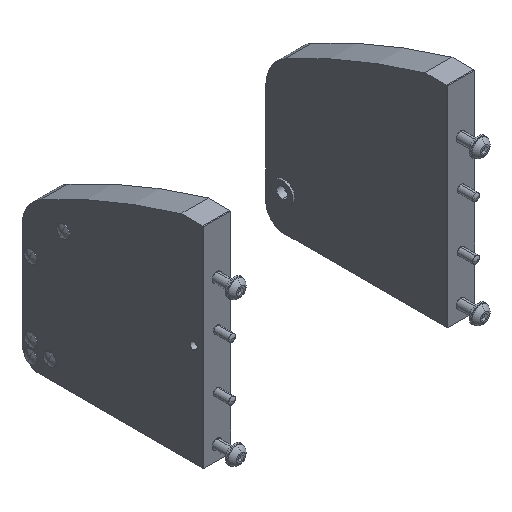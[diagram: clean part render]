
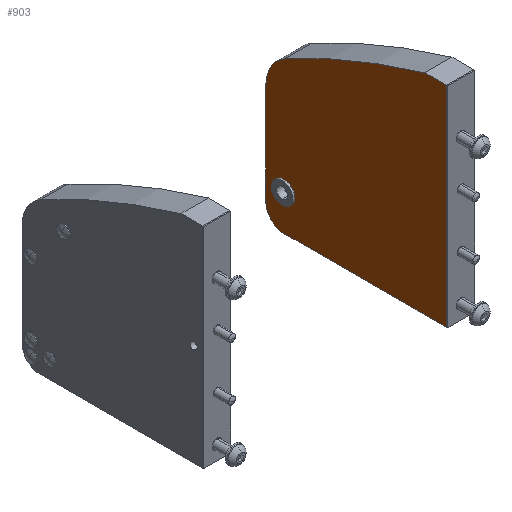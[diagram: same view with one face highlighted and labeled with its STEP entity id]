
A CAD part, isometric view. The second image highlights one B-rep face of the part: STEP entity #903.
In plain terms, the highlighted face is planar.
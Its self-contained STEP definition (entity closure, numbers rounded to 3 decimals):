
#2 = AXIS2_PLACEMENT_3D ( 'NONE', #3977, #1031, #49 ) ;
#49 = DIRECTION ( 'NONE',  ( -1., 0., 0. ) ) ;
#160 = CARTESIAN_POINT ( 'NONE',  ( -33.31, 50., -7.5 ) ) ;
#194 = CIRCLE ( 'NONE', #3363, 400. ) ;
#357 = VERTEX_POINT ( 'NONE', #2296 ) ;
#368 = CIRCLE ( 'NONE', #4952, 4. ) ;
#586 = ORIENTED_EDGE ( 'NONE', *, *, #1958, .F. ) ;
#618 = EDGE_CURVE ( 'NONE', #6229, #3970, #726, .T. ) ;
#714 = LINE ( 'NONE', #3289, #4866 ) ;
#726 = LINE ( 'NONE', #4507, #3642 ) ;
#838 = VERTEX_POINT ( 'NONE', #3742 ) ;
#903 = ADVANCED_FACE ( 'NONE', ( #2038, #5627 ), #1331, .T. ) ;
#931 = DIRECTION ( 'NONE',  ( -1., 0., 0. ) ) ;
#1028 = VERTEX_POINT ( 'NONE', #4833 ) ;
#1031 = DIRECTION ( 'NONE',  ( 0., 0., -1. ) ) ;
#1120 = LINE ( 'NONE', #1796, #6184 ) ;
#1166 = VERTEX_POINT ( 'NONE', #1575 ) ;
#1204 = CARTESIAN_POINT ( 'NONE',  ( -33.31, 30., -7.5 ) ) ;
#1220 = AXIS2_PLACEMENT_3D ( 'NONE', #1954, #5379, #1868 ) ;
#1226 = EDGE_CURVE ( 'NONE', #6229, #5583, #5338, .T. ) ;
#1331 = PLANE ( 'NONE',  #2637 ) ;
#1462 = CIRCLE ( 'NONE', #1220, 4. ) ;
#1529 = DIRECTION ( 'NONE',  ( -1., 0., 0. ) ) ;
#1575 = CARTESIAN_POINT ( 'NONE',  ( -50.884, 39.549, -7.5 ) ) ;
#1624 = CARTESIAN_POINT ( 'NONE',  ( 33., 40., -7.5 ) ) ;
#1796 = CARTESIAN_POINT ( 'NONE',  ( 33., -50., -7.5 ) ) ;
#1868 = DIRECTION ( 'NONE',  ( -1., 0., 0. ) ) ;
#1924 = CARTESIAN_POINT ( 'NONE',  ( 300.581, -151.429, -7.5 ) ) ;
#1954 = CARTESIAN_POINT ( 'NONE',  ( 13., 40., -7.5 ) ) ;
#1958 = EDGE_CURVE ( 'NONE', #357, #5583, #1120, .T. ) ;
#1977 = EDGE_CURVE ( 'NONE', #1166, #5579, #194, .T. ) ;
#1984 = ORIENTED_EDGE ( 'NONE', *, *, #6336, .T. ) ;
#2038 = FACE_BOUND ( 'NONE', #4781, .T. ) ;
#2043 = EDGE_LOOP ( 'NONE', ( #586, #6279, #3689, #4938, #1984, #6194, #4076 ) ) ;
#2097 = DIRECTION ( 'NONE',  ( -1., 0., 0. ) ) ;
#2296 = CARTESIAN_POINT ( 'NONE',  ( 33., -50., -7.5 ) ) ;
#2372 = CARTESIAN_POINT ( 'NONE',  ( -83., -50., -7.5 ) ) ;
#2446 = CIRCLE ( 'NONE', #5596, 20. ) ;
#2480 = CARTESIAN_POINT ( 'NONE',  ( 13., 40., -7.5 ) ) ;
#2637 = AXIS2_PLACEMENT_3D ( 'NONE', #6230, #5263, #4323 ) ;
#2851 = EDGE_CURVE ( 'NONE', #5579, #3818, #714, .T. ) ;
#2991 = VECTOR ( 'NONE', #3439, 1000. ) ;
#3289 = CARTESIAN_POINT ( 'NONE',  ( -83., -34., -7.5 ) ) ;
#3306 = ORIENTED_EDGE ( 'NONE', *, *, #6029, .F. ) ;
#3363 = AXIS2_PLACEMENT_3D ( 'NONE', #1924, #5348, #931 ) ;
#3439 = DIRECTION ( 'NONE',  ( 1., 0., 0. ) ) ;
#3446 = LINE ( 'NONE', #5912, #2991 ) ;
#3642 = VECTOR ( 'NONE', #2097, 1000. ) ;
#3689 = ORIENTED_EDGE ( 'NONE', *, *, #2851, .F. ) ;
#3742 = CARTESIAN_POINT ( 'NONE',  ( 9., 40., -7.5 ) ) ;
#3818 = VERTEX_POINT ( 'NONE', #2372 ) ;
#3970 = VERTEX_POINT ( 'NONE', #160 ) ;
#3977 = CARTESIAN_POINT ( 'NONE',  ( 23., 40., -7.5 ) ) ;
#4076 = ORIENTED_EDGE ( 'NONE', *, *, #1226, .T. ) ;
#4283 = DIRECTION ( 'NONE',  ( 0., -1., 0. ) ) ;
#4323 = DIRECTION ( 'NONE',  ( -1., 0., 0. ) ) ;
#4425 = DIRECTION ( 'NONE',  ( 0., 0., -1. ) ) ;
#4507 = CARTESIAN_POINT ( 'NONE',  ( -45., 50., -7.5 ) ) ;
#4563 = CARTESIAN_POINT ( 'NONE',  ( -83., -38.003, -7.5 ) ) ;
#4678 = DIRECTION ( 'NONE',  ( 0., 0., -1. ) ) ;
#4781 = EDGE_LOOP ( 'NONE', ( #5757, #3306 ) ) ;
#4833 = CARTESIAN_POINT ( 'NONE',  ( 17., 40., -7.5 ) ) ;
#4866 = VECTOR ( 'NONE', #4283, 1000. ) ;
#4938 = ORIENTED_EDGE ( 'NONE', *, *, #1977, .F. ) ;
#4952 = AXIS2_PLACEMENT_3D ( 'NONE', #2480, #4425, #1529 ) ;
#4998 = EDGE_CURVE ( 'NONE', #838, #1028, #1462, .T. ) ;
#5043 = CARTESIAN_POINT ( 'NONE',  ( 23., 50., -7.5 ) ) ;
#5148 = DIRECTION ( 'NONE',  ( -1., 0., 0. ) ) ;
#5228 = DIRECTION ( 'NONE',  ( 0., 1., 0. ) ) ;
#5263 = DIRECTION ( 'NONE',  ( 0., 0., -1. ) ) ;
#5338 = CIRCLE ( 'NONE', #2, 10. ) ;
#5348 = DIRECTION ( 'NONE',  ( 0., 0., 1. ) ) ;
#5367 = EDGE_CURVE ( 'NONE', #3818, #357, #3446, .T. ) ;
#5379 = DIRECTION ( 'NONE',  ( 0., 0., -1. ) ) ;
#5579 = VERTEX_POINT ( 'NONE', #4563 ) ;
#5583 = VERTEX_POINT ( 'NONE', #1624 ) ;
#5596 = AXIS2_PLACEMENT_3D ( 'NONE', #1204, #4678, #5148 ) ;
#5627 = FACE_OUTER_BOUND ( 'NONE', #2043, .T. ) ;
#5757 = ORIENTED_EDGE ( 'NONE', *, *, #4998, .F. ) ;
#5912 = CARTESIAN_POINT ( 'NONE',  ( -83., -50., -7.5 ) ) ;
#6029 = EDGE_CURVE ( 'NONE', #1028, #838, #368, .T. ) ;
#6184 = VECTOR ( 'NONE', #5228, 1000. ) ;
#6194 = ORIENTED_EDGE ( 'NONE', *, *, #618, .F. ) ;
#6229 = VERTEX_POINT ( 'NONE', #5043 ) ;
#6230 = CARTESIAN_POINT ( 'NONE',  ( -45., 50., -7.5 ) ) ;
#6279 = ORIENTED_EDGE ( 'NONE', *, *, #5367, .F. ) ;
#6336 = EDGE_CURVE ( 'NONE', #1166, #3970, #2446, .T. ) ;
